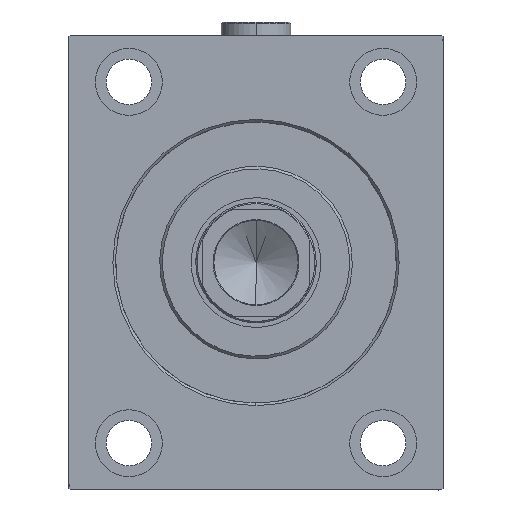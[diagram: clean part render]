
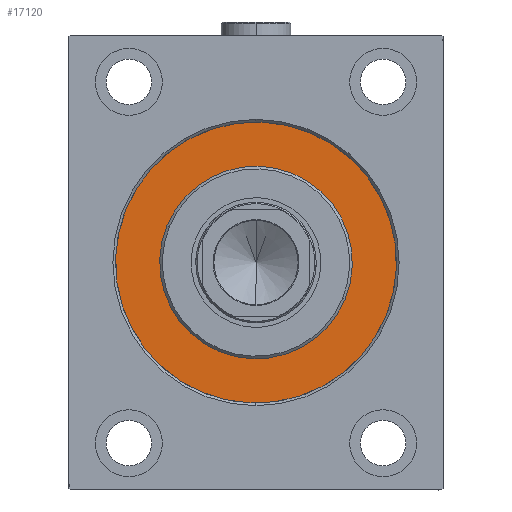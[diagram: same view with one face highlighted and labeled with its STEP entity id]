
A CAD part, left-side view. The second image highlights one B-rep face of the part: STEP entity #17120.
In plain terms, the highlighted face is planar.
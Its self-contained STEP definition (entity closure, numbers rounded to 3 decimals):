
#2074 = DIRECTION ( 'NONE',  ( -1., 0., 0. ) ) ;
#4323 = CARTESIAN_POINT ( 'NONE',  ( 0., 0., 0. ) ) ;
#5329 = EDGE_CURVE ( 'NONE', #42612, #18483, #18045, .T. ) ;
#5698 = DIRECTION ( 'NONE',  ( 0., 0., 1. ) ) ;
#6105 = CARTESIAN_POINT ( 'NONE',  ( 0., 0., 0. ) ) ;
#6992 = CIRCLE ( 'NONE', #7748, 36. ) ;
#7125 = EDGE_CURVE ( 'NONE', #44345, #9566, #7830, .T. ) ;
#7748 = AXIS2_PLACEMENT_3D ( 'NONE', #13859, #27352, #28034 ) ;
#7830 = CIRCLE ( 'NONE', #12987, 36. ) ;
#8267 = CARTESIAN_POINT ( 'NONE',  ( 0., 0., 0. ) ) ;
#8344 = ORIENTED_EDGE ( 'NONE', *, *, #20631, .F. ) ;
#9566 = VERTEX_POINT ( 'NONE', #16004 ) ;
#10223 = CARTESIAN_POINT ( 'NONE',  ( 0., 0., 52.5 ) ) ;
#12394 = DIRECTION ( 'NONE',  ( 0., 0., 1. ) ) ;
#12987 = AXIS2_PLACEMENT_3D ( 'NONE', #6105, #16005, #23745 ) ;
#13859 = CARTESIAN_POINT ( 'NONE',  ( 0., 0., 0. ) ) ;
#14822 = EDGE_LOOP ( 'NONE', ( #16616, #28204 ) ) ;
#16004 = CARTESIAN_POINT ( 'NONE',  ( 0., 0., 36. ) ) ;
#16005 = DIRECTION ( 'NONE',  ( 1., 0., 0. ) ) ;
#16616 = ORIENTED_EDGE ( 'NONE', *, *, #5329, .F. ) ;
#17120 = ADVANCED_FACE ( 'NONE', ( #18810, #36447 ), #33464, .F. ) ;
#18045 = CIRCLE ( 'NONE', #26076, 52.5 ) ;
#18483 = VERTEX_POINT ( 'NONE', #10223 ) ;
#18810 = FACE_BOUND ( 'NONE', #19107, .T. ) ;
#19107 = EDGE_LOOP ( 'NONE', ( #8344, #29921 ) ) ;
#19727 = CARTESIAN_POINT ( 'NONE',  ( 0., 0., -36. ) ) ;
#20118 = CARTESIAN_POINT ( 'NONE',  ( 0., 0., 0. ) ) ;
#20631 = EDGE_CURVE ( 'NONE', #9566, #44345, #6992, .T. ) ;
#23745 = DIRECTION ( 'NONE',  ( 0., 0., -1. ) ) ;
#25839 = DIRECTION ( 'NONE',  ( -1., 0., 0. ) ) ;
#26076 = AXIS2_PLACEMENT_3D ( 'NONE', #20118, #37541, #5698 ) ;
#27352 = DIRECTION ( 'NONE',  ( 1., 0., 0. ) ) ;
#28034 = DIRECTION ( 'NONE',  ( 0., 0., -1. ) ) ;
#28204 = ORIENTED_EDGE ( 'NONE', *, *, #31937, .F. ) ;
#29921 = ORIENTED_EDGE ( 'NONE', *, *, #7125, .F. ) ;
#31937 = EDGE_CURVE ( 'NONE', #18483, #42612, #43911, .T. ) ;
#33464 = PLANE ( 'NONE',  #36271 ) ;
#35118 = AXIS2_PLACEMENT_3D ( 'NONE', #4323, #25839, #42599 ) ;
#36271 = AXIS2_PLACEMENT_3D ( 'NONE', #8267, #2074, #12394 ) ;
#36447 = FACE_OUTER_BOUND ( 'NONE', #14822, .T. ) ;
#37541 = DIRECTION ( 'NONE',  ( -1., 0., 0. ) ) ;
#40024 = CARTESIAN_POINT ( 'NONE',  ( 0., 0., -52.5 ) ) ;
#42599 = DIRECTION ( 'NONE',  ( 0., 0., 1. ) ) ;
#42612 = VERTEX_POINT ( 'NONE', #40024 ) ;
#43911 = CIRCLE ( 'NONE', #35118, 52.5 ) ;
#44345 = VERTEX_POINT ( 'NONE', #19727 ) ;
